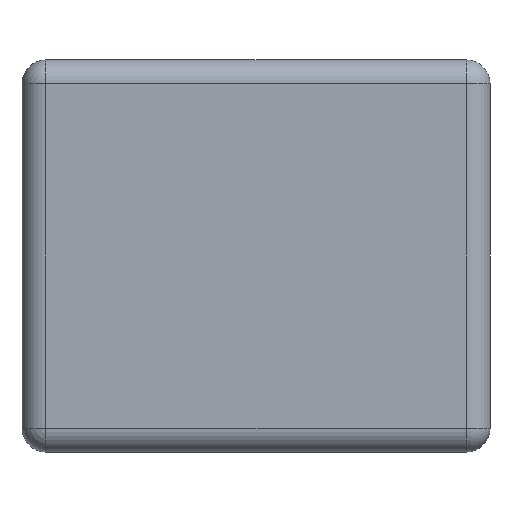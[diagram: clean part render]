
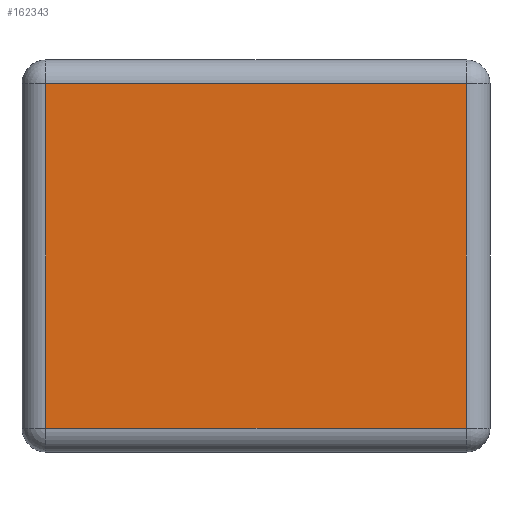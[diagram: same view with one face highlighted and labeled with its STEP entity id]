
A CAD part, front view. The second image highlights one B-rep face of the part: STEP entity #162343.
In plain terms, the highlighted planar face has unit normal (0, -1, 0).
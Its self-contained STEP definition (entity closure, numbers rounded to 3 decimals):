
#5877 = VERTEX_POINT ( 'NONE', #98511 ) ;
#14245 = LINE ( 'NONE', #142320, #159689 ) ;
#20229 = CARTESIAN_POINT ( 'NONE',  ( -702.95, -145.214, -673.567 ) ) ;
#20328 = LINE ( 'NONE', #91765, #151097 ) ;
#21715 = FACE_OUTER_BOUND ( 'NONE', #25978, .T. ) ;
#25978 = EDGE_LOOP ( 'NONE', ( #143072, #36612, #35602, #37746 ) ) ;
#35602 = ORIENTED_EDGE ( 'NONE', *, *, #116482, .T. ) ;
#36612 = ORIENTED_EDGE ( 'NONE', *, *, #102255, .T. ) ;
#37005 = VERTEX_POINT ( 'NONE', #20229 ) ;
#37746 = ORIENTED_EDGE ( 'NONE', *, *, #158392, .T. ) ;
#38408 = DIRECTION ( 'NONE',  ( 0., -1., 0. ) ) ;
#53041 = VERTEX_POINT ( 'NONE', #128775 ) ;
#53253 = LINE ( 'NONE', #83890, #78811 ) ;
#54170 = DIRECTION ( 'NONE',  ( -1., 0., 0. ) ) ;
#78361 = DIRECTION ( 'NONE',  ( 0., 0., -1. ) ) ;
#78811 = VECTOR ( 'NONE', #54170, 1000. ) ;
#79495 = CARTESIAN_POINT ( 'NONE',  ( 702.95, -145.214, -673.567 ) ) ;
#83890 = CARTESIAN_POINT ( 'NONE',  ( 0., -145.214, 478.492 ) ) ;
#88159 = VERTEX_POINT ( 'NONE', #79495 ) ;
#91765 = CARTESIAN_POINT ( 'NONE',  ( -702.95, -145.214, 0. ) ) ;
#93139 = PLANE ( 'NONE',  #104948 ) ;
#93516 = VECTOR ( 'NONE', #138503, 1000. ) ;
#98511 = CARTESIAN_POINT ( 'NONE',  ( 702.95, -145.214, 478.492 ) ) ;
#98726 = DIRECTION ( 'NONE',  ( 0., 0., 1. ) ) ;
#102255 = EDGE_CURVE ( 'NONE', #88159, #5877, #14245, .T. ) ;
#104948 = AXIS2_PLACEMENT_3D ( 'NONE', #165481, #38408, #78361 ) ;
#116482 = EDGE_CURVE ( 'NONE', #5877, #53041, #53253, .T. ) ;
#128775 = CARTESIAN_POINT ( 'NONE',  ( -702.95, -145.214, 478.492 ) ) ;
#138503 = DIRECTION ( 'NONE',  ( 1., 0., 0. ) ) ;
#140340 = LINE ( 'NONE', #152425, #93516 ) ;
#142320 = CARTESIAN_POINT ( 'NONE',  ( 702.95, -145.214, 0. ) ) ;
#143072 = ORIENTED_EDGE ( 'NONE', *, *, #168036, .T. ) ;
#151097 = VECTOR ( 'NONE', #166636, 1000. ) ;
#152425 = CARTESIAN_POINT ( 'NONE',  ( 0., -145.214, -673.567 ) ) ;
#158392 = EDGE_CURVE ( 'NONE', #53041, #37005, #20328, .T. ) ;
#159689 = VECTOR ( 'NONE', #98726, 1000. ) ;
#162343 = ADVANCED_FACE ( 'NONE', ( #21715 ), #93139, .T. ) ;
#165481 = CARTESIAN_POINT ( 'NONE',  ( 0., -145.214, 0. ) ) ;
#166636 = DIRECTION ( 'NONE',  ( 0., 0., -1. ) ) ;
#168036 = EDGE_CURVE ( 'NONE', #37005, #88159, #140340, .T. ) ;
